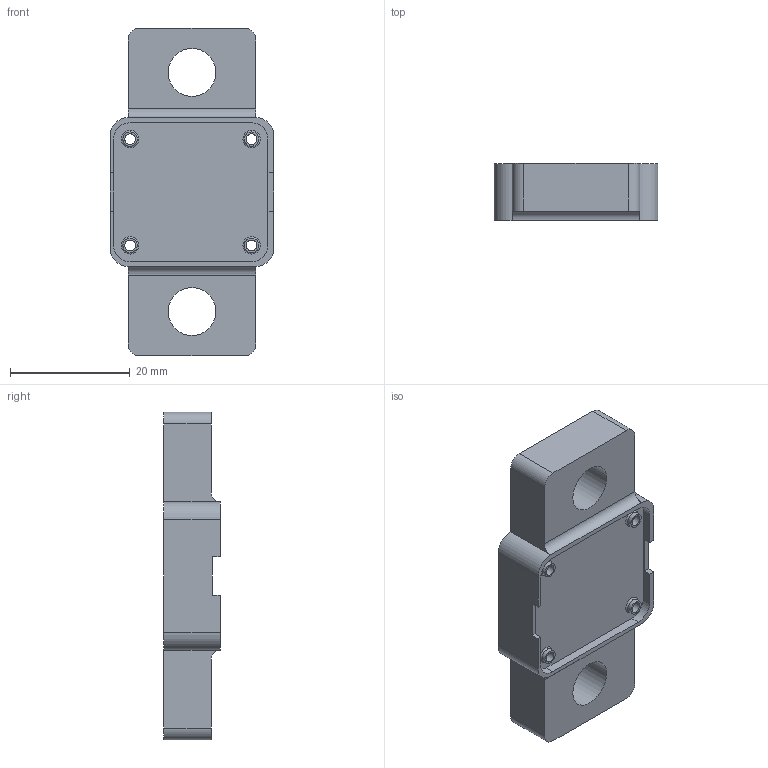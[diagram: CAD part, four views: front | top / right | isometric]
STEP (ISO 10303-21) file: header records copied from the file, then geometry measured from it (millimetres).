
FILE_DESCRIPTION(/* description */ (''),/* implementation_level */ '2;1');
FILE_NAME(/* name */ 'bno08x_holder v6.step',/* time_stamp */ '2024-09-06T11:07:19-03:00',/* author */ (''),/* organization */ (''),/* preprocessor_version */ 'ST-DEVELOPER v20',/* originating_system */ 'Autodesk Translation Framework v13.14.0.145',/* authorisation */ '');
FILE_SCHEMA (('AUTOMOTIVE_DESIGN { 1 0 10303 214 3 1 1 }'));
Length unit declared in the file: millimetre
Products named in the file (1): bno08x_holder
Bounding box: 27.4 x 9.5 x 54.86 mm (x, y, z)
Volume: 9745.3 mm3; surface area: 4516.3 mm2
Topology: 1 solids, 1 shells, 56 faces, 146 edges, 96 vertices
Faces by surface type: plane 28, cylinder 24, torus 4
Full cylindrical faces by diameter (mm): 1.8 x4, 2.4 x4, 8 x2
Entity records: 1795 total; most frequent: DIRECTION 320, CARTESIAN_POINT 299, ORIENTED_EDGE 292, EDGE_CURVE 146, AXIS2_PLACEMENT_3D 117, VERTEX_POINT 96, LINE 86, VECTOR 86
